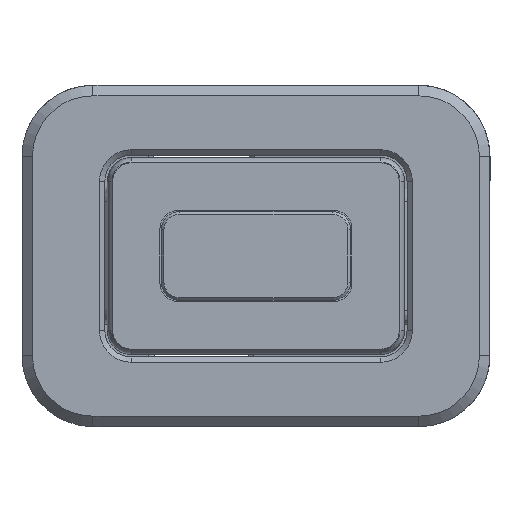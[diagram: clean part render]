
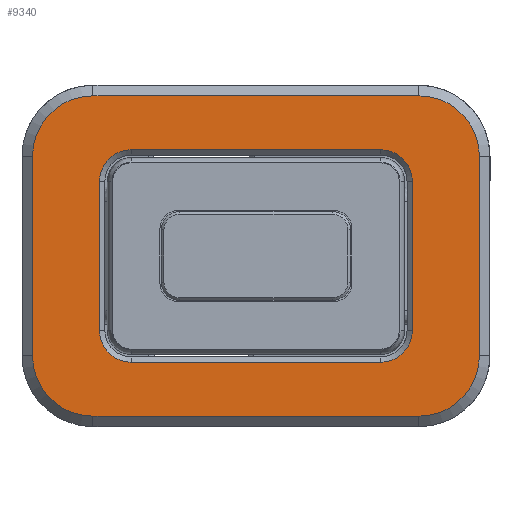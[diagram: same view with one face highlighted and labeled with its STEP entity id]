
A CAD part, front view. The second image highlights one B-rep face of the part: STEP entity #9340.
In plain terms, the highlighted face is planar.
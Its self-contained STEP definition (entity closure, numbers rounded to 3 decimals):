
#141=FACE_BOUND('',#1673,.T.);
#1066=FACE_OUTER_BOUND('',#1672,.T.);
#1672=EDGE_LOOP('',(#7460,#7461,#7462,#7463,#7464,#7465,#7466,#7467));
#1673=EDGE_LOOP('',(#7468,#7469,#7470,#7471,#7472,#7473,#7474,#7475));
#2236=CIRCLE('',#10250,4.6);
#2237=CIRCLE('',#10251,4.6);
#2238=CIRCLE('',#10252,4.6);
#2239=CIRCLE('',#10253,4.6);
#2240=CIRCLE('',#10254,2.4);
#2241=CIRCLE('',#10255,2.4);
#2242=CIRCLE('',#10256,2.4);
#2243=CIRCLE('',#10257,2.4);
#2756=LINE('',#17110,#3422);
#2757=LINE('',#17114,#3423);
#2758=LINE('',#17118,#3424);
#2759=LINE('',#17122,#3425);
#2760=LINE('',#17128,#3426);
#2761=LINE('',#17132,#3427);
#2762=LINE('',#17136,#3428);
#2763=LINE('',#17139,#3429);
#3422=VECTOR('',#12145,1000.);
#3423=VECTOR('',#12148,1000.);
#3424=VECTOR('',#12151,1000.);
#3425=VECTOR('',#12154,1000.);
#3426=VECTOR('',#12159,1000.);
#3427=VECTOR('',#12162,1000.);
#3428=VECTOR('',#12165,1000.);
#3429=VECTOR('',#12168,1000.);
#4232=VERTEX_POINT('',#17108);
#4233=VERTEX_POINT('',#17109);
#4234=VERTEX_POINT('',#17111);
#4235=VERTEX_POINT('',#17113);
#4236=VERTEX_POINT('',#17115);
#4237=VERTEX_POINT('',#17117);
#4238=VERTEX_POINT('',#17119);
#4239=VERTEX_POINT('',#17121);
#4240=VERTEX_POINT('',#17124);
#4241=VERTEX_POINT('',#17125);
#4242=VERTEX_POINT('',#17127);
#4243=VERTEX_POINT('',#17129);
#4244=VERTEX_POINT('',#17131);
#4245=VERTEX_POINT('',#17133);
#4246=VERTEX_POINT('',#17135);
#4247=VERTEX_POINT('',#17137);
#5358=EDGE_CURVE('',#4232,#4233,#2756,.T.);
#5359=EDGE_CURVE('',#4234,#4233,#2236,.T.);
#5360=EDGE_CURVE('',#4235,#4234,#2757,.T.);
#5361=EDGE_CURVE('',#4236,#4235,#2237,.T.);
#5362=EDGE_CURVE('',#4236,#4237,#2758,.T.);
#5363=EDGE_CURVE('',#4237,#4238,#2238,.T.);
#5364=EDGE_CURVE('',#4238,#4239,#2759,.T.);
#5365=EDGE_CURVE('',#4239,#4232,#2239,.T.);
#5366=EDGE_CURVE('',#4240,#4241,#2240,.F.);
#5367=EDGE_CURVE('',#4240,#4242,#2760,.T.);
#5368=EDGE_CURVE('',#4242,#4243,#2241,.F.);
#5369=EDGE_CURVE('',#4243,#4244,#2761,.T.);
#5370=EDGE_CURVE('',#4244,#4245,#2242,.F.);
#5371=EDGE_CURVE('',#4245,#4246,#2762,.T.);
#5372=EDGE_CURVE('',#4247,#4246,#2243,.F.);
#5373=EDGE_CURVE('',#4241,#4247,#2763,.T.);
#7460=ORIENTED_EDGE('',*,*,#5358,.T.);
#7461=ORIENTED_EDGE('',*,*,#5359,.F.);
#7462=ORIENTED_EDGE('',*,*,#5360,.F.);
#7463=ORIENTED_EDGE('',*,*,#5361,.F.);
#7464=ORIENTED_EDGE('',*,*,#5362,.T.);
#7465=ORIENTED_EDGE('',*,*,#5363,.T.);
#7466=ORIENTED_EDGE('',*,*,#5364,.T.);
#7467=ORIENTED_EDGE('',*,*,#5365,.T.);
#7468=ORIENTED_EDGE('',*,*,#5366,.F.);
#7469=ORIENTED_EDGE('',*,*,#5367,.T.);
#7470=ORIENTED_EDGE('',*,*,#5368,.T.);
#7471=ORIENTED_EDGE('',*,*,#5369,.T.);
#7472=ORIENTED_EDGE('',*,*,#5370,.T.);
#7473=ORIENTED_EDGE('',*,*,#5371,.T.);
#7474=ORIENTED_EDGE('',*,*,#5372,.F.);
#7475=ORIENTED_EDGE('',*,*,#5373,.F.);
#8898=PLANE('',#10249);
#9340=ADVANCED_FACE('',(#1066,#141),#8898,.T.);
#10249=AXIS2_PLACEMENT_3D('',#17107,#12143,#12144);
#10250=AXIS2_PLACEMENT_3D('',#17112,#12146,#12147);
#10251=AXIS2_PLACEMENT_3D('',#17116,#12149,#12150);
#10252=AXIS2_PLACEMENT_3D('',#17120,#12152,#12153);
#10253=AXIS2_PLACEMENT_3D('',#17123,#12155,#12156);
#10254=AXIS2_PLACEMENT_3D('',#17126,#12157,#12158);
#10255=AXIS2_PLACEMENT_3D('',#17130,#12160,#12161);
#10256=AXIS2_PLACEMENT_3D('',#17134,#12163,#12164);
#10257=AXIS2_PLACEMENT_3D('',#17138,#12166,#12167);
#12143=DIRECTION('center_axis',(0.,0.,-1.));
#12144=DIRECTION('ref_axis',(1.,0.,0.));
#12145=DIRECTION('',(-1.,0.,0.));
#12146=DIRECTION('center_axis',(0.,0.,
1.));
#12147=DIRECTION('ref_axis',(0.,1.,0.));
#12148=DIRECTION('',(0.,-1.,0.));
#12149=DIRECTION('center_axis',(0.,0.,
1.));
#12150=DIRECTION('ref_axis',(0.,1.,0.));
#12151=DIRECTION('',(1.,0.,0.));
#12152=DIRECTION('center_axis',(0.,0.,-1.));
#12153=DIRECTION('ref_axis',(0.,1.,0.));
#12154=DIRECTION('',(0.,-1.,0.));
#12155=DIRECTION('center_axis',(0.,0.,-1.));
#12156=DIRECTION('ref_axis',(0.,1.,0.));
#12157=DIRECTION('center_axis',(0.,0.,
1.));
#12158=DIRECTION('ref_axis',(0.,1.,0.));
#12159=DIRECTION('',(1.,0.,0.));
#12160=DIRECTION('center_axis',(0.,0.,-1.));
#12161=DIRECTION('ref_axis',(0.,1.,0.));
#12162=DIRECTION('',(0.,1.,0.));
#12163=DIRECTION('center_axis',(0.,0.,-1.));
#12164=DIRECTION('ref_axis',(0.,1.,0.));
#12165=DIRECTION('',(-1.,0.,0.));
#12166=DIRECTION('center_axis',(0.,0.,
1.));
#12167=DIRECTION('ref_axis',(0.,1.,0.));
#12168=DIRECTION('',(0.,1.,0.));
#17107=CARTESIAN_POINT('Origin',(73.609,0.349,0.));
#17108=CARTESIAN_POINT('',(82.4,-12.182,0.));
#17109=CARTESIAN_POINT('',(57.608,-12.182,0.));
#17110=CARTESIAN_POINT('',(57.6,-12.182,0.));
#17111=CARTESIAN_POINT('',(53.008,-7.582,0.));
#17112=CARTESIAN_POINT('Origin',(57.608,-7.582,0.));
#17113=CARTESIAN_POINT('',(53.008,7.582,0.));
#17114=CARTESIAN_POINT('',(53.008,-7.582,0.));
#17115=CARTESIAN_POINT('',(57.608,12.182,0.));
#17116=CARTESIAN_POINT('Origin',(57.608,7.582,0.));
#17117=CARTESIAN_POINT('',(82.4,12.182,0.));
#17118=CARTESIAN_POINT('',(82.4,12.182,0.));
#17119=CARTESIAN_POINT('',(87.,7.582,0.));
#17120=CARTESIAN_POINT('Origin',(82.4,7.582,0.));
#17121=CARTESIAN_POINT('',(87.,-7.582,0.));
#17122=CARTESIAN_POINT('',(87.,-7.582,0.));
#17123=CARTESIAN_POINT('Origin',(82.4,-7.582,0.));
#17124=CARTESIAN_POINT('',(60.508,-8.082,0.));
#17125=CARTESIAN_POINT('',(58.108,-5.682,0.));
#17126=CARTESIAN_POINT('Origin',(60.508,-5.682,0.));
#17127=CARTESIAN_POINT('',(79.5,-8.082,0.));
#17128=CARTESIAN_POINT('',(73.609,-8.082,0.));
#17129=CARTESIAN_POINT('',(81.9,-5.682,0.));
#17130=CARTESIAN_POINT('Origin',(79.5,-5.682,0.));
#17131=CARTESIAN_POINT('',(81.9,5.682,0.));
#17132=CARTESIAN_POINT('',(81.9,0.349,0.));
#17133=CARTESIAN_POINT('',(79.5,8.082,0.));
#17134=CARTESIAN_POINT('Origin',(79.5,5.682,0.));
#17135=CARTESIAN_POINT('',(60.508,8.082,0.));
#17136=CARTESIAN_POINT('',(60.5,8.082,0.));
#17137=CARTESIAN_POINT('',(58.108,5.682,0.));
#17138=CARTESIAN_POINT('Origin',(60.508,5.682,0.));
#17139=CARTESIAN_POINT('',(58.108,0.349,0.));
